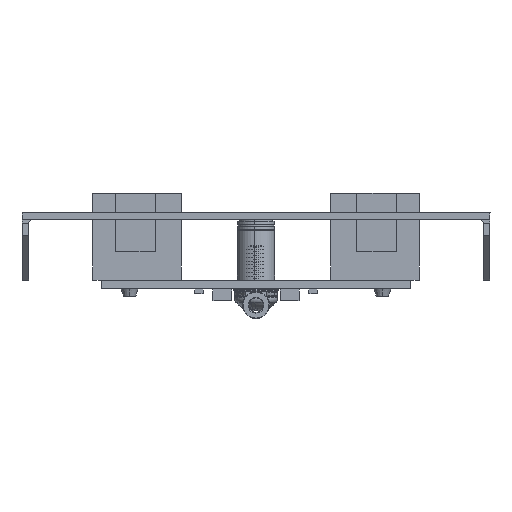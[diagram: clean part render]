
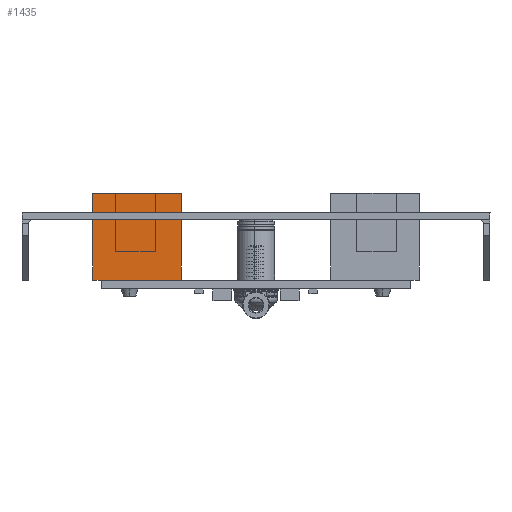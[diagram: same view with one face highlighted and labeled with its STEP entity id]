
A CAD part, left-side view. The second image highlights one B-rep face of the part: STEP entity #1435.
In plain terms, the highlighted face is planar.
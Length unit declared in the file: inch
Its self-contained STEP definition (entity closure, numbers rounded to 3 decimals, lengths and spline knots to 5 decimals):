
#1435 = ADVANCED_FACE ( 'NONE', ( #21332 ), #20956, .F. ) ;
#9100 = ORIENTED_EDGE ( 'NONE', *, *, #43424, .T. ) ;
#9101 = ORIENTED_EDGE ( 'NONE', *, *, #43198, .T. ) ;
#9103 = ORIENTED_EDGE ( 'NONE', *, *, #43425, .F. ) ;
#9105 = ORIENTED_EDGE ( 'NONE', *, *, #43427, .F. ) ;
#9107 = ORIENTED_EDGE ( 'NONE', *, *, #43421, .T. ) ;
#12454 = LINE ( 'NONE', #16843, #12465 ) ;
#12465 = VECTOR ( 'NONE', #16846, 39.37008 ) ;
#16843 = CARTESIAN_POINT ( 'NONE',  ( 0.555, 0., -0.315 ) ) ;
#16846 = DIRECTION ( 'NONE',  ( -1., 0., 0. ) ) ;
#17139 = CARTESIAN_POINT ( 'NONE',  ( 1.215, 0.646, -0.315 ) ) ;
#17152 = CARTESIAN_POINT ( 'NONE',  ( 0.555, 0.646, -0.315 ) ) ;
#17202 = CARTESIAN_POINT ( 'NONE',  ( 1.215, 0.646, -0.315 ) ) ;
#17207 = DIRECTION ( 'NONE',  ( 0., -1., 0. ) ) ;
#17212 = CARTESIAN_POINT ( 'NONE',  ( 0.555, 0., -0.315 ) ) ;
#17213 = DIRECTION ( 'NONE',  ( -1., 0., 0. ) ) ;
#17214 = CARTESIAN_POINT ( 'NONE',  ( 0.555, 0.646, -0.315 ) ) ;
#17215 = DIRECTION ( 'NONE',  ( 0., -1., 0. ) ) ;
#17216 = CARTESIAN_POINT ( 'NONE',  ( 0.555, 0.646, -0.315 ) ) ;
#17218 = DIRECTION ( 'NONE',  ( -1., 0., 0. ) ) ;
#17566 = LINE ( 'NONE', #17202, #17575 ) ;
#17575 = VECTOR ( 'NONE', #17207, 39.37008 ) ;
#17578 = LINE ( 'NONE', #17212, #17581 ) ;
#17580 = LINE ( 'NONE', #17214, #17583 ) ;
#17581 = VECTOR ( 'NONE', #17213, 39.37008 ) ;
#17582 = LINE ( 'NONE', #17216, #17586 ) ;
#17583 = VECTOR ( 'NONE', #17215, 39.37008 ) ;
#17586 = VECTOR ( 'NONE', #17218, 39.37008 ) ;
#20956 = PLANE ( 'NONE',  #27150 ) ;
#20977 = CARTESIAN_POINT ( 'NONE',  ( 0.555, 0.646, -0.315 ) ) ;
#20978 = DIRECTION ( 'NONE',  ( 0., 0., 1. ) ) ;
#20979 = DIRECTION ( 'NONE',  ( 1., 0., 0. ) ) ;
#21332 = FACE_OUTER_BOUND ( 'NONE', #34332, .T. ) ;
#23285 = CARTESIAN_POINT ( 'NONE',  ( 1.15, 0., -0.315 ) ) ;
#23289 = CARTESIAN_POINT ( 'NONE',  ( 0.555, 0., -0.315 ) ) ;
#23368 = CARTESIAN_POINT ( 'NONE',  ( 1.215, 0., -0.315 ) ) ;
#27150 = AXIS2_PLACEMENT_3D ( 'NONE', #20977, #20978, #20979 ) ;
#34332 = EDGE_LOOP ( 'NONE', ( #9100, #9101, #9103, #9105, #9107 ) ) ;
#42765 = VERTEX_POINT ( 'NONE', #23285 ) ;
#42769 = VERTEX_POINT ( 'NONE', #23289 ) ;
#42820 = VERTEX_POINT ( 'NONE', #23368 ) ;
#43198 = EDGE_CURVE ( 'NONE', #42765, #42769, #12454, .T. ) ;
#43382 = VERTEX_POINT ( 'NONE', #17139 ) ;
#43391 = VERTEX_POINT ( 'NONE', #17152 ) ;
#43421 = EDGE_CURVE ( 'NONE', #43382, #42820, #17566, .T. ) ;
#43424 = EDGE_CURVE ( 'NONE', #42820, #42765, #17578, .T. ) ;
#43425 = EDGE_CURVE ( 'NONE', #43391, #42769, #17580, .T. ) ;
#43427 = EDGE_CURVE ( 'NONE', #43382, #43391, #17582, .T. ) ;
